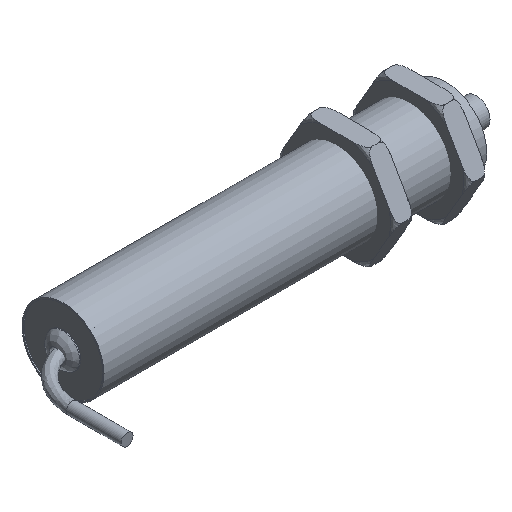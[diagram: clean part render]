
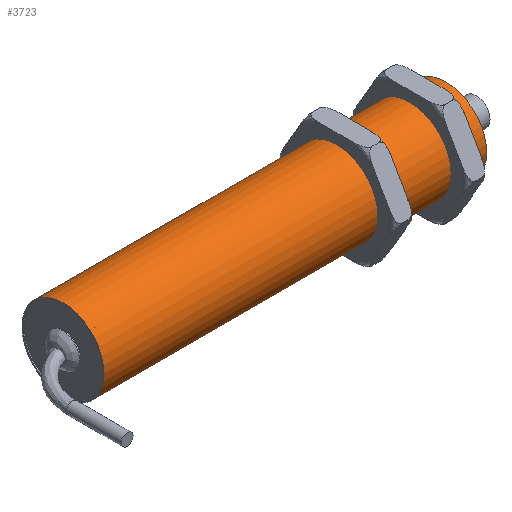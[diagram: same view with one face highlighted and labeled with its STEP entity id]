
A CAD part, isometric view. The second image highlights one B-rep face of the part: STEP entity #3723.
In plain terms, the highlighted cylindrical face has radius 9.525 mm (diameter 19.05 mm), a full revolution.
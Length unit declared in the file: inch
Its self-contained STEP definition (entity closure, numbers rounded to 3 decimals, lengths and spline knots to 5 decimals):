
#300 = CARTESIAN_POINT ( 'NONE',  ( 0., 0., 0. ) ) ;
#320 = VERTEX_POINT ( 'NONE', #2945 ) ;
#324 = FACE_OUTER_BOUND ( 'NONE', #1648, .T. ) ;
#397 = DIRECTION ( 'NONE',  ( 1., 0., 0. ) ) ;
#540 = ORIENTED_EDGE ( 'NONE', *, *, #892, .T. ) ;
#635 = FACE_OUTER_BOUND ( 'NONE', #2517, .T. ) ;
#892 = EDGE_CURVE ( 'NONE', #1189, #1189, #4175, .T. ) ;
#972 = CARTESIAN_POINT ( 'NONE',  ( 3.5, 0., 0. ) ) ;
#1037 = AXIS2_PLACEMENT_3D ( 'NONE', #972, #3616, #1649 ) ;
#1070 = DIRECTION ( 'NONE',  ( 0., 0., 1. ) ) ;
#1189 = VERTEX_POINT ( 'NONE', #1491 ) ;
#1318 = CYLINDRICAL_SURFACE ( 'NONE', #1037, 0.375 ) ;
#1388 = AXIS2_PLACEMENT_3D ( 'NONE', #3676, #2705, #1070 ) ;
#1491 = CARTESIAN_POINT ( 'NONE',  ( 0., 0., 0.375 ) ) ;
#1648 = EDGE_LOOP ( 'NONE', ( #3550 ) ) ;
#1649 = DIRECTION ( 'NONE',  ( 0., 0., 1. ) ) ;
#2517 = EDGE_LOOP ( 'NONE', ( #540 ) ) ;
#2705 = DIRECTION ( 'NONE',  ( -1., 0., 0. ) ) ;
#2879 = AXIS2_PLACEMENT_3D ( 'NONE', #300, #397, #3022 ) ;
#2945 = CARTESIAN_POINT ( 'NONE',  ( 3.5, 0., 0.375 ) ) ;
#3022 = DIRECTION ( 'NONE',  ( 0., 0., 1. ) ) ;
#3250 = CIRCLE ( 'NONE', #1388, 0.375 ) ;
#3550 = ORIENTED_EDGE ( 'NONE', *, *, #3798, .T. ) ;
#3616 = DIRECTION ( 'NONE',  ( -1., 0., 0. ) ) ;
#3676 = CARTESIAN_POINT ( 'NONE',  ( 3.5, 0., 0. ) ) ;
#3723 = ADVANCED_FACE ( 'NONE', ( #635, #324 ), #1318, .T. ) ;
#3798 = EDGE_CURVE ( 'NONE', #320, #320, #3250, .T. ) ;
#4175 = CIRCLE ( 'NONE', #2879, 0.375 ) ;
